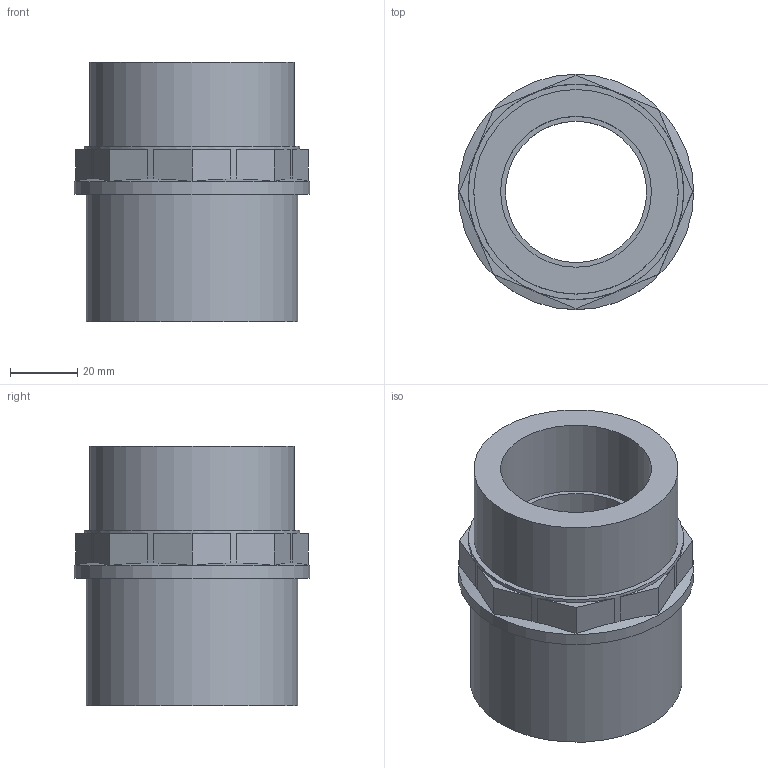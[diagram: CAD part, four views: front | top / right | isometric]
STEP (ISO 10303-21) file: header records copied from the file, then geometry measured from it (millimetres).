
FILE_DESCRIPTION(/* description */ (''),/* implementation_level */ '2;1');
FILE_NAME(/* name */ 'DIFV063050112.ipt.stp',/* time_stamp */ '2013-10-01T14:36:54+02:00',/* author */ ('bfaro'),/* organization */ (''),/* preprocessor_version */ 'ST-DEVELOPER v15.2',/* originating_system */ 'Autodesk Inventor 2014',/* authorisation */ '');
FILE_SCHEMA (('AUTOMOTIVE_DESIGN { 1 0 10303 214 3 1 1 }'));
Length unit declared in the file: millimetre
Products named in the file (1): DIFV063050112
Bounding box: 70 x 70 x 77.3 mm (x, y, z)
Volume: 107852.3 mm3; surface area: 31528.4 mm2
Topology: 1 solids, 1 shells, 40 faces, 99 edges, 66 vertices
Faces by surface type: plane 31, cylinder 8, cone 1
Full cylindrical faces by diameter (mm): 42 x1, 44.845 x1, 47 x1, 50 x1, 60.8 x1, 63 x1, 64.029 x1, 70 x1
Entity records: 1139 total; most frequent: CARTESIAN_POINT 223, DIRECTION 184, ORIENTED_EDGE 174, EDGE_CURVE 87, AXIS2_PLACEMENT_3D 72, VERTEX_POINT 63, EDGE_LOOP 56, LINE 40
